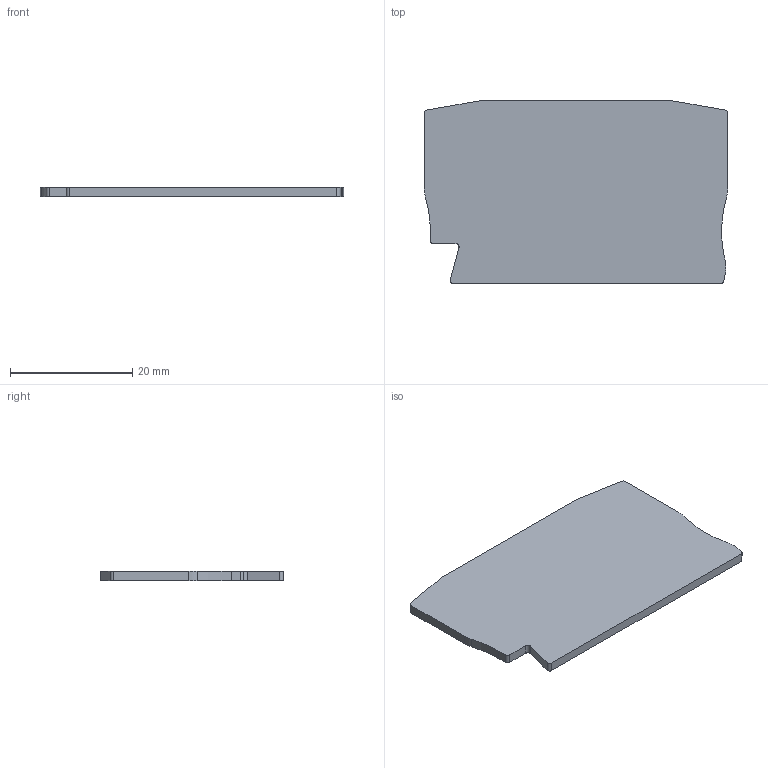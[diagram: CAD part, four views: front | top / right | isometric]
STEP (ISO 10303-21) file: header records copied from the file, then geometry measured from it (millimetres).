
FILE_DESCRIPTION((''),'2;1');
FILE_NAME('ASM0001_ASM','2024-01-17T08:51:44',('klemen.sitar'),('Audax d.o.o.'),'CREO PARAMETRIC BY PTC INC, 2021304','CREO PARAMETRIC BY PTC INC, 2021304','');
FILE_SCHEMA(('AP242_MANAGED_MODEL_BASED_3D_ENGINEERING_MIM_LF { 1 0 10303 442 1 1 4 }'));
Length unit declared in the file: millimetre
Products named in the file (2): EFC_2_PT; ASM0001_ASM
Assembly tree (1 placements, depth 2):
  ASM0001_ASM
    EFC_2_PT
Bounding box: 49.6 x 29.9 x 1.5 mm (x, y, z)
Volume: 2129.1 mm3; surface area: 3071.5 mm2
Topology: 1 solids, 1 shells, 23 faces, 69 edges, 48 vertices
Faces by surface type: plane 12, cylinder 11
Entity records: 1351 total; most frequent: DIRECTION 149, CARTESIAN_POINT 147, ORIENTED_EDGE 138, PRESENTATION_STYLE_ASSIGNMENT 93, STYLED_ITEM 93, CURVE_STYLE 69, EDGE_CURVE 69, AXIS2_PLACEMENT_3D 54
